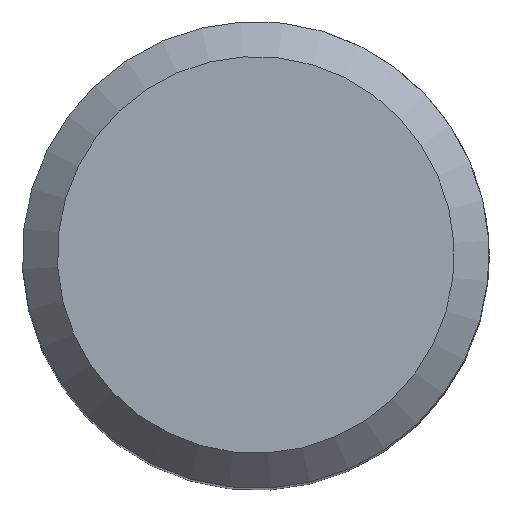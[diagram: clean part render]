
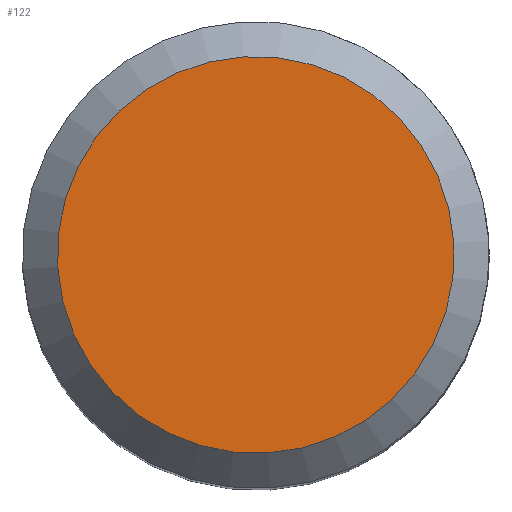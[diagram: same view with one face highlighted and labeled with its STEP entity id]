
A CAD part, top view. The second image highlights one B-rep face of the part: STEP entity #122.
In plain terms, the highlighted planar face has unit normal (0, 0, 1).
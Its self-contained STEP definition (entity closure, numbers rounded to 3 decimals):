
#90=PLANE('',#382);
#95=FACE_OUTER_BOUND('',#205,.T.);
#122=ADVANCED_FACE('',(#95),#90,.T.);
#205=EDGE_LOOP('',(#254));
#254=ORIENTED_EDGE('',*,*,#319,.F.);
#294=VERTEX_POINT('',#545);
#319=EDGE_CURVE('',#294,#294,#342,.T.);
#342=CIRCLE('',#380,8.5);
#380=AXIS2_PLACEMENT_3D('',#544,#454,#455);
#382=AXIS2_PLACEMENT_3D('',#547,#458,#459);
#454=DIRECTION('',(0.,0.,-1.));
#455=DIRECTION('',(0.552,-0.834,0.));
#458=DIRECTION('',(0.,0.,1.));
#459=DIRECTION('',(-0.552,0.834,0.));
#544=CARTESIAN_POINT('',(0.,0.,51.));
#545=CARTESIAN_POINT('',(4.691,-7.089,51.));
#547=CARTESIAN_POINT('',(-7.089,-4.691,51.));
